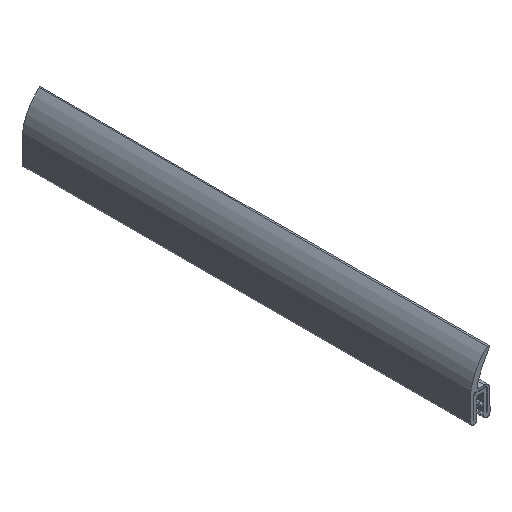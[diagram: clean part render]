
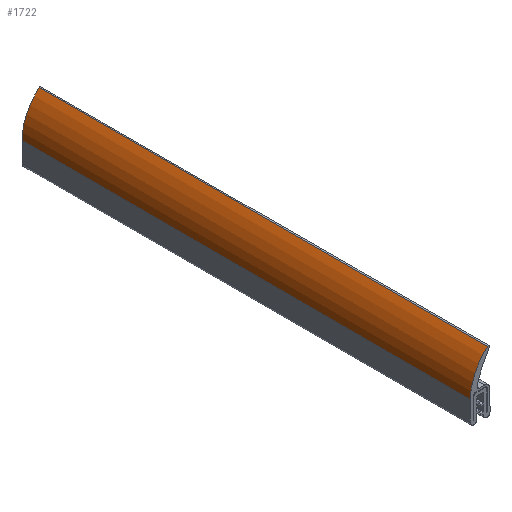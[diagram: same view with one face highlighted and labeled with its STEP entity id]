
A CAD part, isometric view. The second image highlights one B-rep face of the part: STEP entity #1722.
In plain terms, the highlighted free-form (B-spline) face has degree [1, 2] with [2, 3] control points.
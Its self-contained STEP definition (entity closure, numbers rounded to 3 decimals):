
#105=CARTESIAN_POINT('',(3.304,0.0,14.179));
#106=VERTEX_POINT('',#105);
#122=CARTESIAN_POINT('',(-4.35,0.0,-2.5));
#123=VERTEX_POINT('',#122);
#124=CARTESIAN_POINT('',(3.304,0.0,14.179));
#125=CARTESIAN_POINT('',(-4.35,0.0,7.596));
#126=CARTESIAN_POINT('',(-4.35,0.0,-2.5));
#134=(BOUNDED_CURVE()B_SPLINE_CURVE(2,(#124,#125,#126),.UNSPECIFIED.,.F.,.U.)CURVE()GEOMETRIC_REPRESENTATION_ITEM()QUASI_UNIFORM_CURVE()RATIONAL_B_SPLINE_CURVE((1.0,0.909,1.0))REPRESENTATION_ITEM(''));
#135=EDGE_CURVE('',#106,#123,#134,.T.);
#773=CARTESIAN_POINT('',(-4.35,200.0,-2.5));
#774=VERTEX_POINT('',#773);
#780=CARTESIAN_POINT('',(3.304,200.0,14.179));
#781=VERTEX_POINT('',#780);
#782=CARTESIAN_POINT('',(3.304,200.0,14.179));
#783=CARTESIAN_POINT('',(-4.35,200.,7.596));
#784=CARTESIAN_POINT('',(-4.35,200.0,-2.5));
#792=(BOUNDED_CURVE()B_SPLINE_CURVE(2,(#782,#783,#784),.UNSPECIFIED.,.F.,.U.)CURVE()GEOMETRIC_REPRESENTATION_ITEM()QUASI_UNIFORM_CURVE()RATIONAL_B_SPLINE_CURVE((1.0,0.909,1.0))REPRESENTATION_ITEM(''));
#793=EDGE_CURVE('',#781,#774,#792,.T.);
#1688=CARTESIAN_POINT('',(-4.35,200.0,-2.5));
#1689=CARTESIAN_POINT('',(-4.35,0.0,-2.5));
#1690=QUASI_UNIFORM_CURVE('',1,(#1688,#1689),.UNSPECIFIED.,.F.,.U.);
#1691=EDGE_CURVE('',#774,#123,#1690,.T.);
#1698=CARTESIAN_POINT('',(-4.334,205.0,-3.344));
#1699=CARTESIAN_POINT('',(-4.334,-5.125,-3.344));
#1700=CARTESIAN_POINT('',(-4.763,205.0,7.83));
#1701=CARTESIAN_POINT('',(-4.763,-5.125,7.83));
#1702=CARTESIAN_POINT('',(4.011,205.,14.762));
#1703=CARTESIAN_POINT('',(4.011,-5.125,14.762));
#1711=(BOUNDED_SURFACE()B_SPLINE_SURFACE(1,2,((#1698,#1700,#1702),(#1699,#1701,#1703)),.UNSPECIFIED.,.F.,.F.,.U.)B_SPLINE_SURFACE_WITH_KNOTS((2,2),(3,3),(0.0,210.125),(0.0,21.081),.UNSPECIFIED.)GEOMETRIC_REPRESENTATION_ITEM()RATIONAL_B_SPLINE_SURFACE(((1.0,0.888,0.991),(1.0,0.888,0.991)))REPRESENTATION_ITEM('')SURFACE());
#1712=ORIENTED_EDGE('',*,*,#135,.F.);
#1713=CARTESIAN_POINT('',(3.304,200.0,14.179));
#1714=CARTESIAN_POINT('',(3.304,0.0,14.179));
#1715=QUASI_UNIFORM_CURVE('',1,(#1713,#1714),.UNSPECIFIED.,.F.,.U.);
#1716=EDGE_CURVE('',#781,#106,#1715,.T.);
#1717=ORIENTED_EDGE('',*,*,#1716,.F.);
#1718=ORIENTED_EDGE('',*,*,#793,.T.);
#1719=ORIENTED_EDGE('',*,*,#1691,.T.);
#1720=EDGE_LOOP('',(#1712,#1717,#1718,#1719));
#1721=FACE_OUTER_BOUND('',#1720,.T.);
#1722=ADVANCED_FACE('',(#1721),#1711,.T.);
